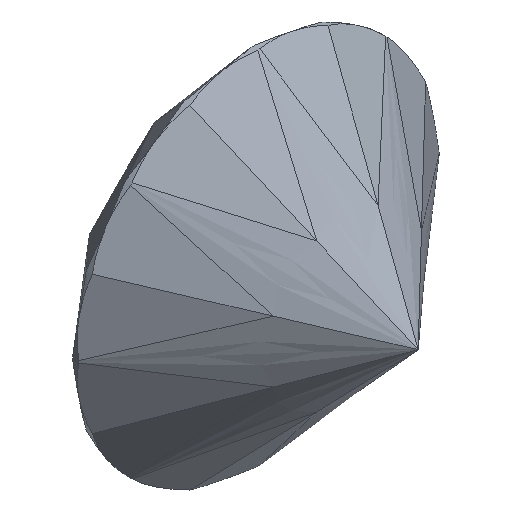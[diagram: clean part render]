
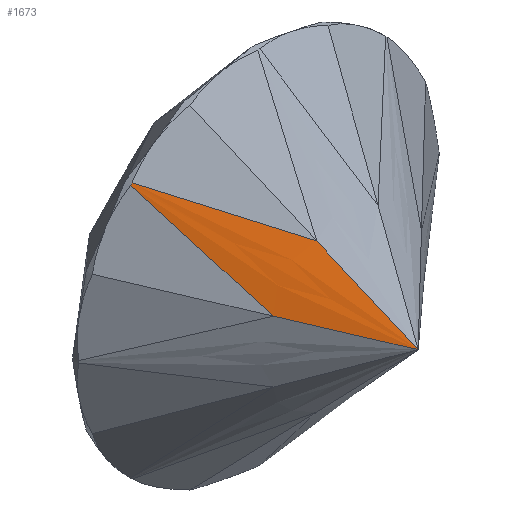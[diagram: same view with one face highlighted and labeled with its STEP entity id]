
A CAD part, isometric view. The second image highlights one B-rep face of the part: STEP entity #1673.
In plain terms, the highlighted free-form (B-spline) face has degree [3, 3] with [4, 4] control points.
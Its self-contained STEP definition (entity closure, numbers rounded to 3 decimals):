
#1048 = VERTEX_POINT('',#1049);
#1049 = CARTESIAN_POINT('',(-48.319,-1.111,
    47.792));
#1056 = EDGE_CURVE('',#1048,#1057,#1059,.T.);
#1057 = VERTEX_POINT('',#1058);
#1058 = CARTESIAN_POINT('',(-47.792,-1.111,
    48.319));
#1059 = B_SPLINE_CURVE_WITH_KNOTS('',3,(#1060,#1061,#1062,#1063),
  .UNSPECIFIED.,.F.,.F.,(4,4),(0.,0.001),
  .PIECEWISE_BEZIER_KNOTS.);
#1060 = CARTESIAN_POINT('',(-48.319,-1.111,
    47.792));
#1061 = CARTESIAN_POINT('',(-48.145,-1.111,
    47.969));
#1062 = CARTESIAN_POINT('',(-47.969,-1.111,
    48.145));
#1063 = CARTESIAN_POINT('',(-47.792,-1.111,
    48.319));
#1529 = EDGE_CURVE('',#1530,#1057,#1532,.T.);
#1530 = VERTEX_POINT('',#1531);
#1531 = CARTESIAN_POINT('',(-11.574,-34.47,
    27.941));
#1532 = B_SPLINE_CURVE_WITH_KNOTS('',1,(#1533,#1534),.UNSPECIFIED.,.F.,
  .F.,(2,2),(-20.256,18.95),.PIECEWISE_BEZIER_KNOTS.);
#1533 = CARTESIAN_POINT('',(-11.574,-34.47,
    27.941));
#1534 = CARTESIAN_POINT('',(-47.792,-1.111,
    48.319));
#1568 = VERTEX_POINT('',#1569);
#1569 = CARTESIAN_POINT('',(-27.941,-34.47,
    11.574));
#1588 = EDGE_CURVE('',#1568,#1048,#1589,.T.);
#1589 = B_SPLINE_CURVE_WITH_KNOTS('',1,(#1590,#1591),.UNSPECIFIED.,.F.,
  .F.,(2,2),(-20.256,18.95),.PIECEWISE_BEZIER_KNOTS.);
#1590 = CARTESIAN_POINT('',(-27.941,-34.47,
    11.574));
#1591 = CARTESIAN_POINT('',(-48.319,-1.111,
    47.792));
#1645 = VERTEX_POINT('',#1646);
#1646 = CARTESIAN_POINT('',(0.,-61.166,
    0.));
#1651 = EDGE_CURVE('',#1645,#1568,#1652,.T.);
#1652 = B_SPLINE_CURVE_WITH_KNOTS('',1,(#1653,#1654),.UNSPECIFIED.,.F.,
  .F.,(2,2),(-14.839,14.839),.PIECEWISE_BEZIER_KNOTS.);
#1653 = CARTESIAN_POINT('',(0.,-61.166,
    0.));
#1654 = CARTESIAN_POINT('',(-27.941,-34.47,
    11.574));
#1673 = ADVANCED_FACE('',(#1674),#1685,.T.);
#1674 = FACE_BOUND('',#1675,.T.);
#1675 = EDGE_LOOP('',(#1676,#1677,#1678,#1679,#1684));
#1676 = ORIENTED_EDGE('',*,*,#1056,.F.);
#1677 = ORIENTED_EDGE('',*,*,#1588,.F.);
#1678 = ORIENTED_EDGE('',*,*,#1651,.F.);
#1679 = ORIENTED_EDGE('',*,*,#1680,.T.);
#1680 = EDGE_CURVE('',#1645,#1530,#1681,.T.);
#1681 = B_SPLINE_CURVE_WITH_KNOTS('',1,(#1682,#1683),.UNSPECIFIED.,.F.,
  .F.,(2,2),(-14.839,14.839),.PIECEWISE_BEZIER_KNOTS.);
#1682 = CARTESIAN_POINT('',(0.,-61.166,0.));
#1683 = CARTESIAN_POINT('',(-11.574,-34.47,
    27.941));
#1684 = ORIENTED_EDGE('',*,*,#1529,.T.);
#1685 = B_SPLINE_SURFACE_WITH_KNOTS('',3,3,(
    (#1686,#1687,#1688,#1689)
    ,(#1690,#1691,#1692,#1693)
    ,(#1694,#1695,#1696,#1697)
    ,(#1698,#1699,#1700,#1701
    )),.UNSPECIFIED.,.F.,.F.,.F.,(4,4),(4,4),(0.,1.),(0.,1.),
  .PIECEWISE_BEZIER_KNOTS.);
#1686 = CARTESIAN_POINT('',(0.,-61.166,
    0.));
#1687 = CARTESIAN_POINT('',(-9.314,-52.267,
    3.858));
#1688 = CARTESIAN_POINT('',(-18.627,-43.369,7.716
    ));
#1689 = CARTESIAN_POINT('',(-27.941,-34.47,
    11.574));
#1690 = CARTESIAN_POINT('',(-3.858,-52.267,
    9.314));
#1691 = CARTESIAN_POINT('',(-14.215,-42.514,14.215
    ));
#1692 = CARTESIAN_POINT('',(-24.603,-32.734,
    19.147));
#1693 = CARTESIAN_POINT('',(-34.96,-22.98,
    24.048));
#1694 = CARTESIAN_POINT('',(-7.716,-43.369,
    18.627));
#1695 = CARTESIAN_POINT('',(-19.147,-32.734,
    24.603));
#1696 = CARTESIAN_POINT('',(-30.547,-22.125,
    30.547));
#1697 = CARTESIAN_POINT('',(-41.979,-11.49,
    36.523));
#1698 = CARTESIAN_POINT('',(-11.574,-34.47,
    27.941));
#1699 = CARTESIAN_POINT('',(-24.048,-22.98,
    34.96));
#1700 = CARTESIAN_POINT('',(-36.523,-11.49,
    41.979));
#1701 = CARTESIAN_POINT('',(-48.998,0.,48.998));
